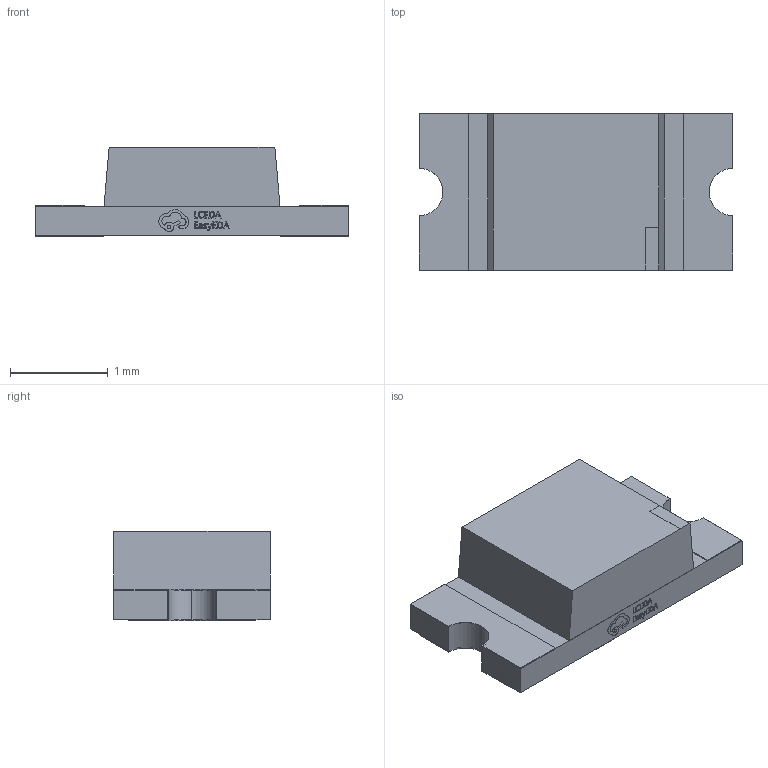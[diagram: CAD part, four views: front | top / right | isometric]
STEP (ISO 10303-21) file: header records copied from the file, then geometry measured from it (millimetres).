
FILE_DESCRIPTION (( 'STEP AP214' ), '1' );
FILE_NAME ('LED-SMD_L3.2-W1.6-P2-1206RTCS2-0.9T-F.STEP', '2025-07-30T12:57:05', ( '' ), ( '' ), 'SwSTEP 2.0', 'SolidWorks 2020', '' );
FILE_SCHEMA (( 'AUTOMOTIVE_DESIGN' ));
Length unit declared in the file: millimetre
Products named in the file (1): LED-SMD_L3.2-W1.6-P2-1206RTCS2-0.9T-F
Bounding box: 3.2 x 1.6 x 0.91 mm (x, y, z)
Volume: 3.2 mm3; surface area: 31.2 mm2
Topology: 18 solids, 18 shells, 294 faces, 773 edges, 515 vertices
Faces by surface type: plane 185, bspline 98, cylinder 11
Entity records: 12915 total; most frequent: CARTESIAN_POINT 2889, ORIENTED_EDGE 1546, DIRECTION 989, EDGE_CURVE 773, LINE 551, VECTOR 551, VERTEX_POINT 515, UNCERTAINTY_MEASURE_WITH_UNIT 311
